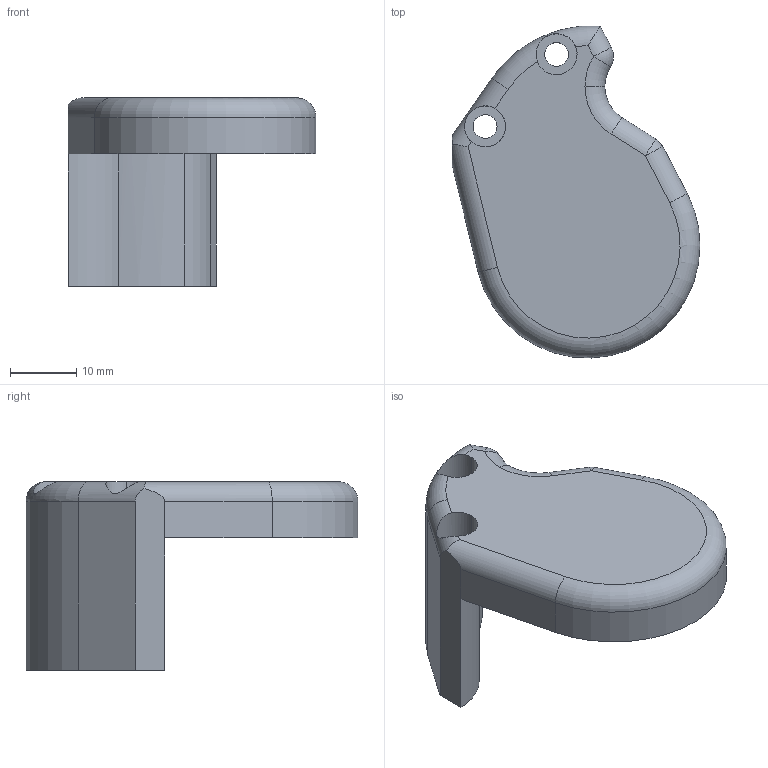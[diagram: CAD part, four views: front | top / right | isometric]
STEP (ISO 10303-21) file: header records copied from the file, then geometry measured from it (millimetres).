
FILE_DESCRIPTION (( 'STEP AP214' ), '1' );
FILE_NAME ('shoulder_pitch_stabilizer_front_left_x1.STEP', '2021-05-02T05:05:30', ( '' ), ( '' ), 'SwSTEP 2.0', 'SolidWorks 2019', '' );
FILE_SCHEMA (( 'AUTOMOTIVE_DESIGN' ));
Length unit declared in the file: millimetre
Products named in the file (1): shoulder_pitch_stabilizer_front_left_x1
Bounding box: 37.47 x 50.17 x 28.5 mm (x, y, z)
Volume: 10300.1 mm3; surface area: 6296.3 mm2
Topology: 1 solids, 1 shells, 50 faces, 127 edges, 79 vertices
Faces by surface type: cylinder 28, plane 16, torus 4, sphere 2
Entity records: 1624 total; most frequent: CARTESIAN_POINT 349, DIRECTION 281, ORIENTED_EDGE 250, EDGE_CURVE 125, AXIS2_PLACEMENT_3D 113, VERTEX_POINT 79, CIRCLE 62, EDGE_LOOP 56
